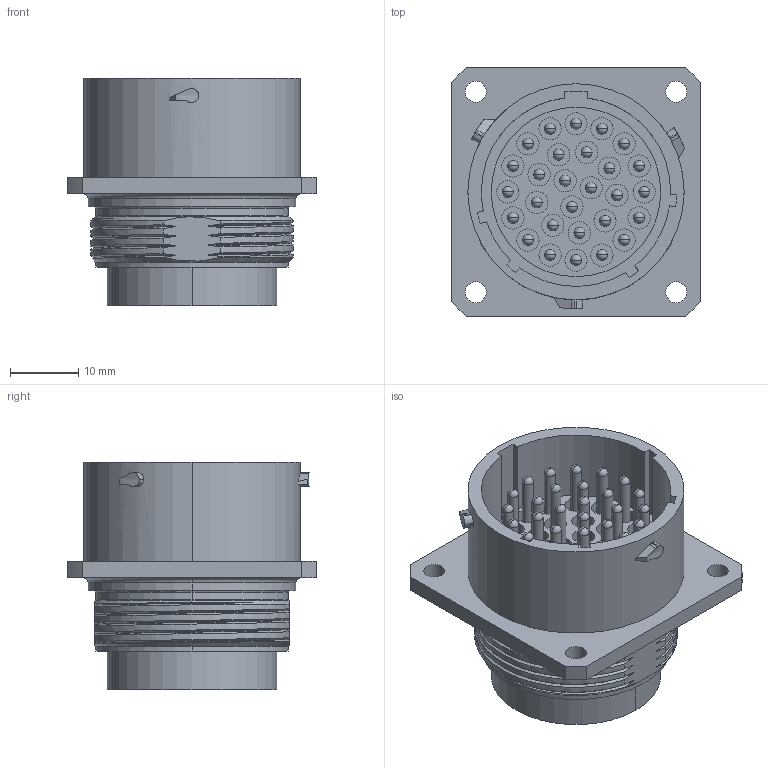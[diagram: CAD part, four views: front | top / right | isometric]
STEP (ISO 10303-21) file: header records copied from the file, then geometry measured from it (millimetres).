
FILE_DESCRIPTION((''),'2;1');
FILE_NAME('UT002028P-CATA_ASM_SW0001','2015-04-14T',('crouillard'),('SOURIAU'),'PRO/ENGINEER BY PARAMETRIC TECHNOLOGY CORPORATION, 2014000','PRO/ENGINEER BY PARAMETRIC TECHNOLOGY CORPORATION, 2014000','');
FILE_SCHEMA(('CONFIG_CONTROL_DESIGN'));
Length unit declared in the file: millimetre
Products named in the file (1): UT002028P-CATA_ASM_SW0001
Bounding box: 36.52 x 36.52 x 33.38 mm (x, y, z)
Volume: 18031.9 mm3; surface area: 9511.7 mm2
Topology: 1 solids, 1 shells, 422 faces, 1026 edges, 643 vertices
Faces by surface type: cylinder 226, plane 99, sphere 56, bspline 30, torus 6, cone 5
Entity records: 14617 total; most frequent: CARTESIAN_POINT 4832, DIRECTION 2114, ORIENTED_EDGE 1940, EDGE_CURVE 970, AXIS2_PLACEMENT_3D 902, VERTEX_POINT 643, EDGE_LOOP 523, CIRCLE 510
